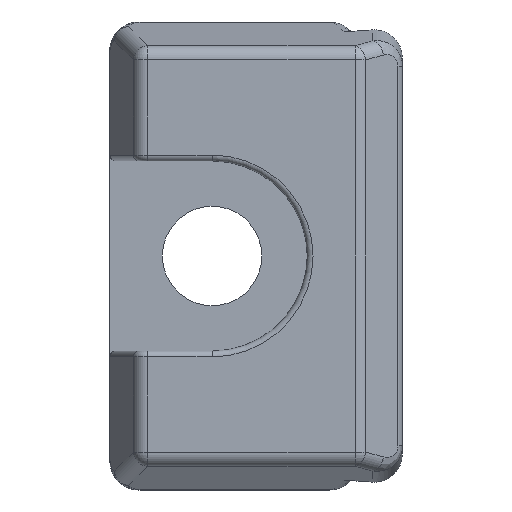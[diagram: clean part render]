
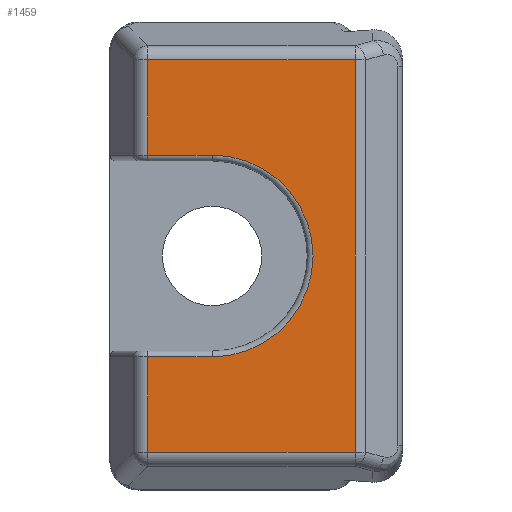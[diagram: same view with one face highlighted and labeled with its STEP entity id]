
A CAD part, front view. The second image highlights one B-rep face of the part: STEP entity #1459.
In plain terms, the highlighted planar face has unit normal (0, -1, 0).
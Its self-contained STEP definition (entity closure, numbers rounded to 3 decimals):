
#50=PLANE('',#1666);
#125=LINE('',#2915,#198);
#127=LINE('',#2927,#200);
#135=LINE('',#3008,#208);
#137=LINE('',#3042,#210);
#141=LINE('',#3109,#214);
#145=LINE('',#3144,#218);
#146=LINE('',#3146,#219);
#198=VECTOR('',#1922,10.);
#200=VECTOR('',#1936,10.);
#208=VECTOR('',#1986,10.);
#210=VECTOR('',#1998,10.);
#214=VECTOR('',#2036,10.);
#218=VECTOR('',#2062,10.);
#219=VECTOR('',#2065,10.);
#356=FACE_OUTER_BOUND('',#454,.T.);
#454=EDGE_LOOP('',(#1324,#1325,#1326,#1327,#1328,#1329,#1330,#1331));
#505=CIRCLE('',#1588,3.45);
#660=VERTEX_POINT('',#2907);
#662=VERTEX_POINT('',#2913);
#664=VERTEX_POINT('',#2919);
#666=VERTEX_POINT('',#2925);
#678=VERTEX_POINT('',#3007);
#680=VERTEX_POINT('',#3041);
#685=VERTEX_POINT('',#3108);
#689=VERTEX_POINT('',#3142);
#831=EDGE_CURVE('',#662,#660,#125,.T.);
#834=EDGE_CURVE('',#664,#662,#505,.T.);
#837=EDGE_CURVE('',#666,#664,#127,.T.);
#859=EDGE_CURVE('',#660,#678,#135,.T.);
#865=EDGE_CURVE('',#678,#680,#137,.T.);
#879=EDGE_CURVE('',#680,#685,#141,.T.);
#890=EDGE_CURVE('',#689,#666,#145,.T.);
#891=EDGE_CURVE('',#685,#689,#146,.T.);
#1324=ORIENTED_EDGE('',*,*,#837,.F.);
#1325=ORIENTED_EDGE('',*,*,#890,.F.);
#1326=ORIENTED_EDGE('',*,*,#891,.F.);
#1327=ORIENTED_EDGE('',*,*,#879,.F.);
#1328=ORIENTED_EDGE('',*,*,#865,.F.);
#1329=ORIENTED_EDGE('',*,*,#859,.F.);
#1330=ORIENTED_EDGE('',*,*,#831,.F.);
#1331=ORIENTED_EDGE('',*,*,#834,.F.);
#1459=ADVANCED_FACE('',(#356),#50,.T.);
#1588=AXIS2_PLACEMENT_3D('',#2921,#1928,#1929);
#1666=AXIS2_PLACEMENT_3D('',#3232,#2111,#2112);
#1922=DIRECTION('',(-1.,0.,0.));
#1928=DIRECTION('center_axis',(0.,-1.,0.));
#1929=DIRECTION('ref_axis',(1.,0.,0.));
#1936=DIRECTION('',(1.,0.,0.));
#1986=DIRECTION('',(0.,0.,1.));
#1998=DIRECTION('',(1.,0.,0.));
#2036=DIRECTION('',(0.,0.,-1.));
#2062=DIRECTION('',(0.,0.,1.));
#2065=DIRECTION('',(-1.,0.,0.));
#2111=DIRECTION('center_axis',(0.,-1.,0.));
#2112=DIRECTION('ref_axis',(1.,0.,0.));
#2907=CARTESIAN_POINT('',(1.295,-7.,3.45));
#2913=CARTESIAN_POINT('',(3.5,-7.,3.45));
#2915=CARTESIAN_POINT('',(-1.644,-7.,3.45));
#2919=CARTESIAN_POINT('',(3.5,-7.,-3.45));
#2921=CARTESIAN_POINT('Origin',(3.5,-7.,0.));
#2925=CARTESIAN_POINT('',(1.295,-7.,-3.45));
#2927=CARTESIAN_POINT('',(2.206,-7.,-3.45));
#3007=CARTESIAN_POINT('',(1.295,-7.,6.705));
#3008=CARTESIAN_POINT('',(1.295,-7.,0.));
#3041=CARTESIAN_POINT('',(8.391,-7.,6.705));
#3042=CARTESIAN_POINT('',(0.456,-7.,6.705));
#3108=CARTESIAN_POINT('',(8.391,-7.,-6.705));
#3109=CARTESIAN_POINT('',(8.391,-7.,0.));
#3142=CARTESIAN_POINT('',(1.295,-7.,-6.705));
#3144=CARTESIAN_POINT('',(1.295,-7.,0.));
#3146=CARTESIAN_POINT('',(0.456,-7.,-6.705));
#3232=CARTESIAN_POINT('Origin',(0.911,-7.,0.));
